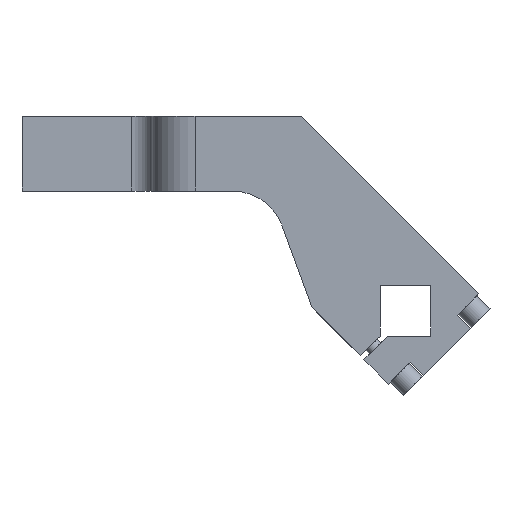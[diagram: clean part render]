
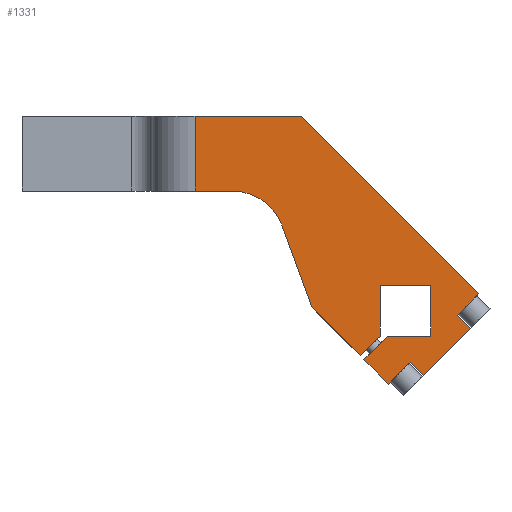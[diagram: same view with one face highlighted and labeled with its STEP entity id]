
A CAD part, left-side view. The second image highlights one B-rep face of the part: STEP entity #1331.
In plain terms, the highlighted planar face has unit normal (-1, 0, 0).
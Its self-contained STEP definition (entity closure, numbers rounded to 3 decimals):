
#43=CIRCLE('',#1339,20.);
#163=FACE_OUTER_BOUND('',#255,.T.);
#255=EDGE_LOOP('',(#1189,#1190,#1191,#1192,#1193,#1194,#1195,#1196,#1197,
#1198,#1199,#1200,#1201,#1202,#1203,#1204,#1205,#1206,#1207,#1208,#1209));
#258=LINE('',#1817,#400);
#301=LINE('',#1931,#443);
#314=LINE('',#1976,#456);
#318=LINE('',#1982,#460);
#325=LINE('',#2040,#467);
#326=LINE('',#2043,#468);
#335=LINE('',#2060,#477);
#336=LINE('',#2063,#478);
#369=LINE('',#2125,#511);
#370=LINE('',#2129,#512);
#373=LINE('',#2135,#515);
#376=LINE('',#2140,#518);
#377=LINE('',#2144,#519);
#380=LINE('',#2150,#522);
#383=LINE('',#2156,#525);
#386=LINE('',#2162,#528);
#389=LINE('',#2168,#531);
#392=LINE('',#2174,#534);
#395=LINE('',#2180,#537);
#397=LINE('',#2184,#539);
#400=VECTOR('',#1451,32.721);
#443=VECTOR('',#1538,13.981);
#456=VECTOR('',#1587,39.941);
#460=VECTOR('',#1593,28.);
#467=VECTOR('',#1666,6.);
#468=VECTOR('',#1669,5.5);
#477=VECTOR('',#1684,5.5);
#478=VECTOR('',#1687,6.);
#511=VECTOR('',#1734,94.238);
#512=VECTOR('',#1739,7.);
#515=VECTOR('',#1746,25.);
#518=VECTOR('',#1753,7.);
#519=VECTOR('',#1758,13.);
#522=VECTOR('',#1765,12.565);
#525=VECTOR('',#1772,16.172);
#528=VECTOR('',#1779,19.);
#531=VECTOR('',#1786,19.);
#534=VECTOR('',#1793,19.);
#537=VECTOR('',#1800,10.565);
#539=VECTOR('',#1806,25.545);
#542=VERTEX_POINT('',#1814);
#543=VERTEX_POINT('',#1816);
#549=VERTEX_POINT('',#1831);
#592=VERTEX_POINT('',#1930);
#605=VERTEX_POINT('',#1973);
#606=VERTEX_POINT('',#1975);
#615=VERTEX_POINT('',#2007);
#620=VERTEX_POINT('',#2022);
#625=VERTEX_POINT('',#2038);
#626=VERTEX_POINT('',#2042);
#631=VERTEX_POINT('',#2058);
#632=VERTEX_POINT('',#2062);
#655=VERTEX_POINT('',#2128);
#656=VERTEX_POINT('',#2134);
#657=VERTEX_POINT('',#2143);
#658=VERTEX_POINT('',#2149);
#659=VERTEX_POINT('',#2155);
#660=VERTEX_POINT('',#2161);
#661=VERTEX_POINT('',#2167);
#662=VERTEX_POINT('',#2173);
#663=VERTEX_POINT('',#2179);
#666=EDGE_CURVE('',#543,#542,#258,.T.);
#673=EDGE_CURVE('',#549,#543,#43,.T.);
#723=EDGE_CURVE('',#592,#549,#301,.T.);
#746=EDGE_CURVE('',#606,#605,#314,.T.);
#750=EDGE_CURVE('',#592,#605,#318,.T.);
#773=EDGE_CURVE('',#615,#625,#325,.T.);
#774=EDGE_CURVE('',#626,#615,#326,.T.);
#783=EDGE_CURVE('',#620,#631,#335,.T.);
#784=EDGE_CURVE('',#632,#620,#336,.T.);
#817=EDGE_CURVE('',#625,#606,#369,.T.);
#818=EDGE_CURVE('',#655,#626,#370,.T.);
#821=EDGE_CURVE('',#656,#655,#373,.T.);
#824=EDGE_CURVE('',#631,#656,#376,.T.);
#825=EDGE_CURVE('',#657,#632,#377,.T.);
#828=EDGE_CURVE('',#658,#657,#380,.T.);
#831=EDGE_CURVE('',#659,#658,#383,.T.);
#834=EDGE_CURVE('',#660,#659,#386,.T.);
#837=EDGE_CURVE('',#661,#660,#389,.T.);
#840=EDGE_CURVE('',#662,#661,#392,.T.);
#843=EDGE_CURVE('',#663,#662,#395,.T.);
#845=EDGE_CURVE('',#542,#663,#397,.T.);
#1189=ORIENTED_EDGE('',*,*,#666,.T.);
#1190=ORIENTED_EDGE('',*,*,#845,.T.);
#1191=ORIENTED_EDGE('',*,*,#843,.T.);
#1192=ORIENTED_EDGE('',*,*,#840,.T.);
#1193=ORIENTED_EDGE('',*,*,#837,.T.);
#1194=ORIENTED_EDGE('',*,*,#834,.T.);
#1195=ORIENTED_EDGE('',*,*,#831,.T.);
#1196=ORIENTED_EDGE('',*,*,#828,.T.);
#1197=ORIENTED_EDGE('',*,*,#825,.T.);
#1198=ORIENTED_EDGE('',*,*,#784,.T.);
#1199=ORIENTED_EDGE('',*,*,#783,.T.);
#1200=ORIENTED_EDGE('',*,*,#824,.T.);
#1201=ORIENTED_EDGE('',*,*,#821,.T.);
#1202=ORIENTED_EDGE('',*,*,#818,.T.);
#1203=ORIENTED_EDGE('',*,*,#774,.T.);
#1204=ORIENTED_EDGE('',*,*,#773,.T.);
#1205=ORIENTED_EDGE('',*,*,#817,.T.);
#1206=ORIENTED_EDGE('',*,*,#746,.T.);
#1207=ORIENTED_EDGE('',*,*,#750,.F.);
#1208=ORIENTED_EDGE('',*,*,#723,.T.);
#1209=ORIENTED_EDGE('',*,*,#673,.T.);
#1261=PLANE('',#1444);
#1331=ADVANCED_FACE('',(#163),#1261,.T.);
#1339=AXIS2_PLACEMENT_3D('',#1832,#1463,#1464);
#1444=AXIS2_PLACEMENT_3D('',#2185,#1807,#1808);
#1451=DIRECTION('',(0.,-0.342,-0.94));
#1463=DIRECTION('center_axis',(1.,0.,0.));
#1464=DIRECTION('ref_axis',(0.,0.,-1.));
#1538=DIRECTION('',(0.,-1.,0.));
#1587=DIRECTION('',(0.,1.,0.));
#1593=DIRECTION('',(0.,0.,1.));
#1666=DIRECTION('',(0.,-0.707,0.707));
#1669=DIRECTION('',(0.,-0.707,0.707));
#1684=DIRECTION('',(0.,-0.707,0.707));
#1687=DIRECTION('',(0.,-0.707,0.707));
#1734=DIRECTION('',(0.,0.707,0.707));
#1739=DIRECTION('',(0.,0.707,0.707));
#1746=DIRECTION('',(0.,-0.707,0.707));
#1753=DIRECTION('',(0.,-0.707,-0.707));
#1758=DIRECTION('',(0.,-0.707,-0.707));
#1765=DIRECTION('',(0.,0.707,-0.707));
#1772=DIRECTION('',(0.,1.,0.));
#1779=DIRECTION('',(0.,0.,-1.));
#1786=DIRECTION('',(0.,-1.,0.));
#1793=DIRECTION('',(0.,0.,1.));
#1800=DIRECTION('',(0.,-0.707,0.707));
#1806=DIRECTION('',(0.,-0.707,-0.707));
#1807=DIRECTION('center_axis',(-1.,0.,0.));
#1808=DIRECTION('ref_axis',(0.,0.,1.));
#1814=CARTESIAN_POINT('',(-34.,35.034,1.093));
#1816=CARTESIAN_POINT('',(-34.,46.225,31.84));
#1817=CARTESIAN_POINT('',(-34.,43.525,24.422));
#1831=CARTESIAN_POINT('',(-34.,65.019,45.));
#1832=CARTESIAN_POINT('Origin',(-34.,65.019,25.));
#1930=CARTESIAN_POINT('',(-34.,79.,45.));
#1931=CARTESIAN_POINT('',(-34.,78.941,45.));
#1973=CARTESIAN_POINT('',(-34.,79.,73.));
#1975=CARTESIAN_POINT('',(-34.,39.059,73.));
#1976=CARTESIAN_POINT('',(-34.,95.,73.));
#1982=CARTESIAN_POINT('',(-34.,79.,33.559));
#2007=CARTESIAN_POINT('',(-34.,-23.335,2.121));
#2022=CARTESIAN_POINT('',(-34.,2.121,-23.335));
#2038=CARTESIAN_POINT('',(-34.,-27.577,6.364));
#2040=CARTESIAN_POINT('',(-34.,-27.577,6.364));
#2042=CARTESIAN_POINT('',(-34.,-19.445,-1.768));
#2043=CARTESIAN_POINT('',(-34.,-27.577,6.364));
#2058=CARTESIAN_POINT('',(-34.,-1.768,-19.445));
#2060=CARTESIAN_POINT('',(-34.,-1.768,-19.445));
#2062=CARTESIAN_POINT('',(-34.,6.364,-27.577));
#2063=CARTESIAN_POINT('',(-34.,-1.768,-19.445));
#2125=CARTESIAN_POINT('',(-34.,39.059,73.));
#2128=CARTESIAN_POINT('',(-34.,-24.395,-6.718));
#2129=CARTESIAN_POINT('',(-34.,-19.445,-1.768));
#2134=CARTESIAN_POINT('',(-34.,-6.718,-24.395));
#2135=CARTESIAN_POINT('',(-34.,-24.395,-6.718));
#2140=CARTESIAN_POINT('',(-34.,-6.718,-24.395));
#2143=CARTESIAN_POINT('',(-34.,15.556,-18.385));
#2144=CARTESIAN_POINT('',(-34.,6.364,-27.577));
#2149=CARTESIAN_POINT('',(-34.,6.672,-9.5));
#2150=CARTESIAN_POINT('',(-34.,15.556,-18.385));
#2155=CARTESIAN_POINT('',(-34.,-9.5,-9.5));
#2156=CARTESIAN_POINT('',(-34.,6.672,-9.5));
#2161=CARTESIAN_POINT('',(-34.,-9.5,9.5));
#2162=CARTESIAN_POINT('',(-34.,-9.5,-9.5));
#2167=CARTESIAN_POINT('',(-34.,9.5,9.5));
#2168=CARTESIAN_POINT('',(-34.,-9.5,9.5));
#2173=CARTESIAN_POINT('',(-34.,9.5,-9.5));
#2174=CARTESIAN_POINT('',(-34.,9.5,9.5));
#2179=CARTESIAN_POINT('',(-34.,16.971,-16.971));
#2180=CARTESIAN_POINT('',(-34.,9.5,-9.5));
#2184=CARTESIAN_POINT('',(-34.,16.971,-16.971));
#2185=CARTESIAN_POINT('Origin',(-34.,26.774,22.118));
